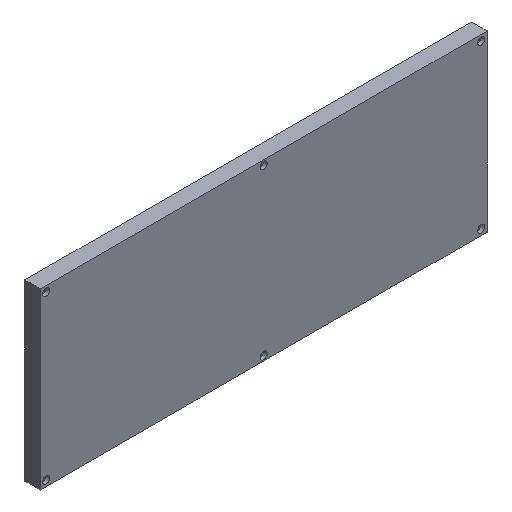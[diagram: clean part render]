
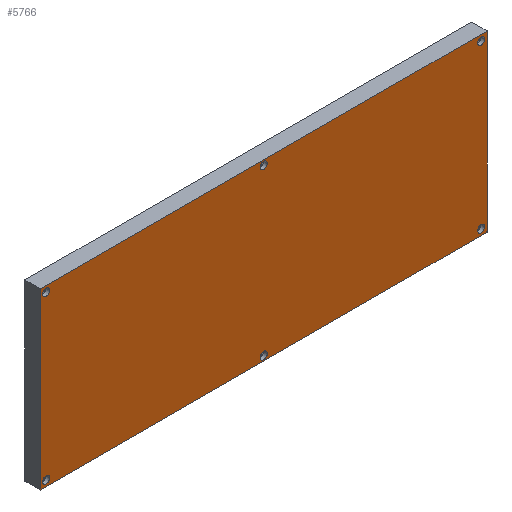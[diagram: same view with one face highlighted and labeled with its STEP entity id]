
A CAD part, isometric view. The second image highlights one B-rep face of the part: STEP entity #5766.
In plain terms, the highlighted planar face has unit normal (0, -1, 0).
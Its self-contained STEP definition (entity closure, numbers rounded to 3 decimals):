
#34=CIRCLE('',#5886,3.);
#36=CIRCLE('',#5889,3.);
#38=CIRCLE('',#5892,3.);
#40=CIRCLE('',#5895,3.);
#42=CIRCLE('',#5898,3.);
#44=CIRCLE('',#5901,3.);
#78=FACE_BOUND('',#832,.T.);
#79=FACE_BOUND('',#833,.T.);
#80=FACE_BOUND('',#834,.T.);
#81=FACE_BOUND('',#835,.T.);
#82=FACE_BOUND('',#836,.T.);
#83=FACE_BOUND('',#837,.T.);
#180=PLANE('',#5907);
#489=FACE_OUTER_BOUND('',#831,.T.);
#831=EDGE_LOOP('',(#5212,#5213,#5214,#5215));
#832=EDGE_LOOP('',(#5216));
#833=EDGE_LOOP('',(#5217));
#834=EDGE_LOOP('',(#5218));
#835=EDGE_LOOP('',(#5219));
#836=EDGE_LOOP('',(#5220));
#837=EDGE_LOOP('',(#5221));
#1255=LINE('',#11776,#1677);
#1267=LINE('',#11826,#1689);
#1270=LINE('',#11830,#1692);
#1271=LINE('',#11832,#1693);
#1677=VECTOR('',#6503,10.);
#1689=VECTOR('',#6563,10.);
#1692=VECTOR('',#6568,10.);
#1693=VECTOR('',#6571,10.);
#2662=VERTEX_POINT('',#11773);
#2663=VERTEX_POINT('',#11775);
#2665=VERTEX_POINT('',#11787);
#2667=VERTEX_POINT('',#11793);
#2669=VERTEX_POINT('',#11799);
#2671=VERTEX_POINT('',#11805);
#2673=VERTEX_POINT('',#11811);
#2675=VERTEX_POINT('',#11817);
#2676=VERTEX_POINT('',#11824);
#2677=VERTEX_POINT('',#11825);
#3501=EDGE_CURVE('',#2663,#2662,#1255,.T.);
#3508=EDGE_CURVE('',#2665,#2665,#34,.T.);
#3511=EDGE_CURVE('',#2667,#2667,#36,.T.);
#3514=EDGE_CURVE('',#2669,#2669,#38,.T.);
#3517=EDGE_CURVE('',#2671,#2671,#40,.T.);
#3520=EDGE_CURVE('',#2673,#2673,#42,.T.);
#3523=EDGE_CURVE('',#2675,#2675,#44,.T.);
#3525=EDGE_CURVE('',#2676,#2677,#1267,.T.);
#3528=EDGE_CURVE('',#2677,#2663,#1270,.T.);
#3529=EDGE_CURVE('',#2662,#2676,#1271,.T.);
#5212=ORIENTED_EDGE('',*,*,#3529,.T.);
#5213=ORIENTED_EDGE('',*,*,#3525,.T.);
#5214=ORIENTED_EDGE('',*,*,#3528,.T.);
#5215=ORIENTED_EDGE('',*,*,#3501,.T.);
#5216=ORIENTED_EDGE('',*,*,#3508,.F.);
#5217=ORIENTED_EDGE('',*,*,#3511,.F.);
#5218=ORIENTED_EDGE('',*,*,#3520,.F.);
#5219=ORIENTED_EDGE('',*,*,#3514,.F.);
#5220=ORIENTED_EDGE('',*,*,#3523,.F.);
#5221=ORIENTED_EDGE('',*,*,#3517,.F.);
#5766=ADVANCED_FACE('',(#489,#78,#79,#80,#81,#82,#83),#180,.F.);
#5886=AXIS2_PLACEMENT_3D('',#11789,#6519,#6520);
#5889=AXIS2_PLACEMENT_3D('',#11795,#6526,#6527);
#5892=AXIS2_PLACEMENT_3D('',#11801,#6533,#6534);
#5895=AXIS2_PLACEMENT_3D('',#11807,#6540,#6541);
#5898=AXIS2_PLACEMENT_3D('',#11813,#6547,#6548);
#5901=AXIS2_PLACEMENT_3D('',#11819,#6554,#6555);
#5907=AXIS2_PLACEMENT_3D('',#11833,#6572,#6573);
#6503=DIRECTION('',(0.,0.,1.));
#6519=DIRECTION('center_axis',(0.,-1.,0.));
#6520=DIRECTION('ref_axis',(1.,0.,0.));
#6526=DIRECTION('center_axis',(0.,-1.,0.));
#6527=DIRECTION('ref_axis',(1.,0.,0.));
#6533=DIRECTION('center_axis',(0.,-1.,0.));
#6534=DIRECTION('ref_axis',(1.,0.,0.));
#6540=DIRECTION('center_axis',(0.,-1.,0.));
#6541=DIRECTION('ref_axis',(1.,0.,0.));
#6547=DIRECTION('center_axis',(0.,-1.,0.));
#6548=DIRECTION('ref_axis',(1.,0.,0.));
#6554=DIRECTION('center_axis',(0.,-1.,0.));
#6555=DIRECTION('ref_axis',(1.,0.,0.));
#6563=DIRECTION('',(0.,0.,-1.));
#6568=DIRECTION('',(1.,0.,0.));
#6571=DIRECTION('',(-1.,0.,0.));
#6572=DIRECTION('center_axis',(0.,1.,0.));
#6573=DIRECTION('ref_axis',(1.,0.,0.));
#11773=CARTESIAN_POINT('',(419.003,0.,138.));
#11775=CARTESIAN_POINT('',(419.003,0.,-9.));
#11776=CARTESIAN_POINT('',(419.003,0.,-9.));
#11787=CARTESIAN_POINT('',(411.003,0.,-4.));
#11789=CARTESIAN_POINT('Origin',(414.003,0.,-4.));
#11793=CARTESIAN_POINT('',(227.5,0.,134.));
#11795=CARTESIAN_POINT('Origin',(230.5,0.,134.));
#11799=CARTESIAN_POINT('',(44.003,0.,133.));
#11801=CARTESIAN_POINT('Origin',(47.003,0.,133.));
#11805=CARTESIAN_POINT('',(227.503,0.,-5.));
#11807=CARTESIAN_POINT('Origin',(230.503,0.,-5.));
#11811=CARTESIAN_POINT('',(44.003,0.,-4.));
#11813=CARTESIAN_POINT('Origin',(47.003,0.,-4.));
#11817=CARTESIAN_POINT('',(411.003,0.,133.));
#11819=CARTESIAN_POINT('Origin',(414.003,0.,133.));
#11824=CARTESIAN_POINT('',(42.003,0.,138.));
#11825=CARTESIAN_POINT('',(42.003,0.,-9.));
#11826=CARTESIAN_POINT('',(42.003,0.,138.));
#11830=CARTESIAN_POINT('',(42.003,0.,-9.));
#11832=CARTESIAN_POINT('',(419.003,0.,138.));
#11833=CARTESIAN_POINT('Origin',(230.503,0.,64.5));
